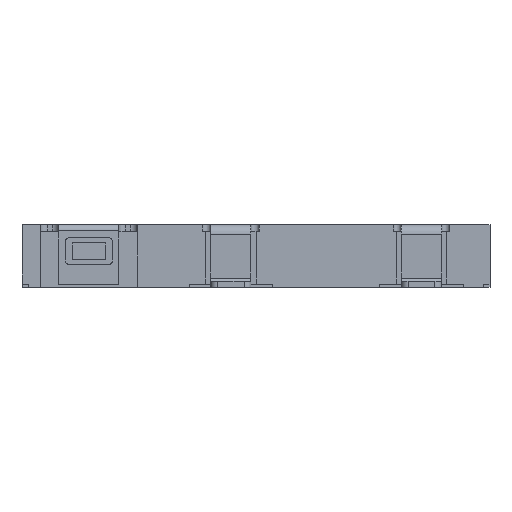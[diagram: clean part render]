
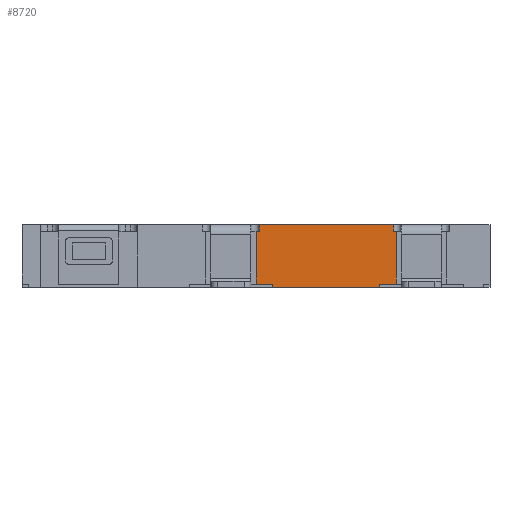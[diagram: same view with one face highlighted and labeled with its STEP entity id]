
A CAD part, front view. The second image highlights one B-rep face of the part: STEP entity #8720.
In plain terms, the highlighted planar face has unit normal (0, -1, 0).
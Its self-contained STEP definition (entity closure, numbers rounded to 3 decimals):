
#2760=CARTESIAN_POINT('',(-1.81,-10.599,1.88));
#2761=VERTEX_POINT('',#2760);
#2768=CARTESIAN_POINT('',(2.19,-10.599,1.88));
#2769=VERTEX_POINT('',#2768);
#2770=CARTESIAN_POINT('',(2.19,-10.599,1.88));
#2771=DIRECTION('',(-1.0,0.0,0.0));
#2772=VECTOR('',#2771,4.0);
#2773=LINE('',#2770,#2772);
#2774=EDGE_CURVE('',#2769,#2761,#2773,.T.);
#4342=CARTESIAN_POINT('',(1.79,-10.599,0.0));
#4343=VERTEX_POINT('',#4342);
#4350=CARTESIAN_POINT('',(-1.41,-10.599,0.0));
#4351=VERTEX_POINT('',#4350);
#4352=CARTESIAN_POINT('',(1.79,-10.599,0.0));
#4353=DIRECTION('',(-1.0,0.0,0.0));
#4354=VECTOR('',#4353,3.2);
#4355=LINE('',#4352,#4354);
#4356=EDGE_CURVE('',#4343,#4351,#4355,.T.);
#8245=CARTESIAN_POINT('',(2.19,-10.599,1.68));
#8246=VERTEX_POINT('',#8245);
#8253=CARTESIAN_POINT('',(2.29,-10.599,1.68));
#8254=VERTEX_POINT('',#8253);
#8255=CARTESIAN_POINT('',(2.29,-10.599,1.68));
#8256=DIRECTION('',(-1.0,0.0,0.0));
#8257=VECTOR('',#8256,0.1);
#8258=LINE('',#8255,#8257);
#8259=EDGE_CURVE('',#8254,#8246,#8258,.T.);
#8318=CARTESIAN_POINT('',(-1.91,-10.599,1.68));
#8319=VERTEX_POINT('',#8318);
#8326=CARTESIAN_POINT('',(-1.81,-10.599,1.68));
#8327=VERTEX_POINT('',#8326);
#8328=CARTESIAN_POINT('',(-1.81,-10.599,1.68));
#8329=DIRECTION('',(-1.0,0.0,0.0));
#8330=VECTOR('',#8329,0.1);
#8331=LINE('',#8328,#8330);
#8332=EDGE_CURVE('',#8327,#8319,#8331,.T.);
#8541=CARTESIAN_POINT('',(1.79,-10.599,0.1));
#8542=VERTEX_POINT('',#8541);
#8582=CARTESIAN_POINT('',(2.29,-10.599,0.1));
#8583=VERTEX_POINT('',#8582);
#8590=CARTESIAN_POINT('',(1.79,-10.599,0.1));
#8591=DIRECTION('',(1.0,0.0,0.0));
#8592=VECTOR('',#8591,0.5);
#8593=LINE('',#8590,#8592);
#8594=EDGE_CURVE('',#8542,#8583,#8593,.T.);
#8646=CARTESIAN_POINT('',(-1.41,-10.599,0.1));
#8647=VERTEX_POINT('',#8646);
#8654=CARTESIAN_POINT('',(-1.91,-10.599,0.1));
#8655=VERTEX_POINT('',#8654);
#8656=CARTESIAN_POINT('',(-1.41,-10.599,0.1));
#8657=DIRECTION('',(-1.0,0.0,0.0));
#8658=VECTOR('',#8657,0.5);
#8659=LINE('',#8656,#8658);
#8660=EDGE_CURVE('',#8647,#8655,#8659,.T.);
#8671=CARTESIAN_POINT('',(2.5,-10.599,1.974));
#8672=DIRECTION('',(0.0,-1.0,0.0));
#8673=DIRECTION('',(0.0,0.0,-1.0));
#8674=AXIS2_PLACEMENT_3D('',#8671,#8672,#8673);
#8675=PLANE('',#8674);
#8676=CARTESIAN_POINT('',(2.29,-10.599,1.68));
#8677=DIRECTION('',(0.0,0.0,-1.0));
#8678=VECTOR('',#8677,1.58);
#8679=LINE('',#8676,#8678);
#8680=EDGE_CURVE('',#8254,#8583,#8679,.T.);
#8681=ORIENTED_EDGE('',*,*,#8680,.F.);
#8682=ORIENTED_EDGE('',*,*,#8259,.T.);
#8683=CARTESIAN_POINT('',(2.19,-10.599,1.88));
#8684=DIRECTION('',(0.0,0.0,-1.0));
#8685=VECTOR('',#8684,0.2);
#8686=LINE('',#8683,#8685);
#8687=EDGE_CURVE('',#2769,#8246,#8686,.T.);
#8688=ORIENTED_EDGE('',*,*,#8687,.F.);
#8689=ORIENTED_EDGE('',*,*,#2774,.T.);
#8690=CARTESIAN_POINT('',(-1.81,-10.599,1.88));
#8691=DIRECTION('',(0.0,0.0,-1.0));
#8692=VECTOR('',#8691,0.2);
#8693=LINE('',#8690,#8692);
#8694=EDGE_CURVE('',#2761,#8327,#8693,.T.);
#8695=ORIENTED_EDGE('',*,*,#8694,.T.);
#8696=ORIENTED_EDGE('',*,*,#8332,.T.);
#8697=CARTESIAN_POINT('',(-1.91,-10.599,1.68));
#8698=DIRECTION('',(0.0,0.0,-1.0));
#8699=VECTOR('',#8698,1.58);
#8700=LINE('',#8697,#8699);
#8701=EDGE_CURVE('',#8319,#8655,#8700,.T.);
#8702=ORIENTED_EDGE('',*,*,#8701,.T.);
#8703=ORIENTED_EDGE('',*,*,#8660,.F.);
#8704=CARTESIAN_POINT('',(-1.41,-10.599,0.0));
#8705=DIRECTION('',(0.0,0.0,1.0));
#8706=VECTOR('',#8705,0.1);
#8707=LINE('',#8704,#8706);
#8708=EDGE_CURVE('',#4351,#8647,#8707,.T.);
#8709=ORIENTED_EDGE('',*,*,#8708,.F.);
#8710=ORIENTED_EDGE('',*,*,#4356,.F.);
#8711=CARTESIAN_POINT('',(1.79,-10.599,0.0));
#8712=DIRECTION('',(0.0,0.0,1.0));
#8713=VECTOR('',#8712,0.1);
#8714=LINE('',#8711,#8713);
#8715=EDGE_CURVE('',#4343,#8542,#8714,.T.);
#8716=ORIENTED_EDGE('',*,*,#8715,.T.);
#8717=ORIENTED_EDGE('',*,*,#8594,.T.);
#8718=EDGE_LOOP('',(#8681,#8682,#8688,#8689,#8695,#8696,#8702,#8703,#8709,#8710,#8716,#8717));
#8719=FACE_OUTER_BOUND('',#8718,.T.);
#8720=ADVANCED_FACE('',(#8719),#8675,.T.);
